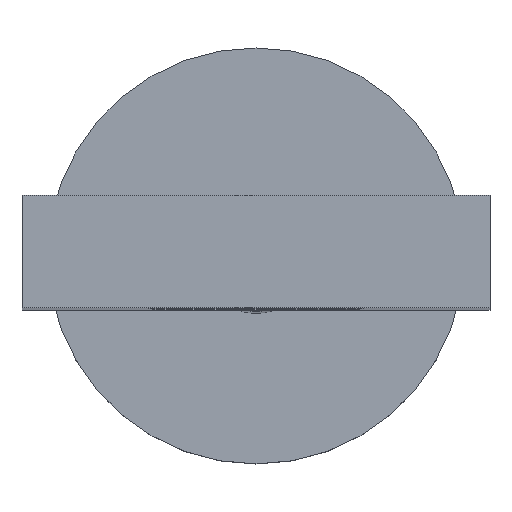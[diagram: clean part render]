
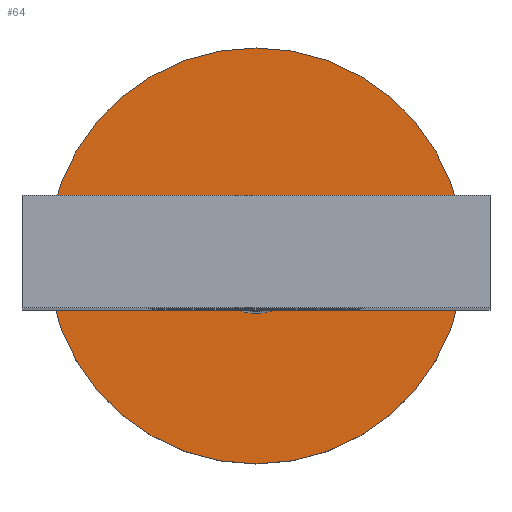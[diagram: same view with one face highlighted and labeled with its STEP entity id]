
A CAD part, top view. The second image highlights one B-rep face of the part: STEP entity #64.
In plain terms, the highlighted planar face has unit normal (0, 0, 1).
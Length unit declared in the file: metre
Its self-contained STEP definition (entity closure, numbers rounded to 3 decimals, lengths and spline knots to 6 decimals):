
#64 = ADVANCED_FACE( '', ( #132, #133 ), #134, .T. );
#132 = FACE_BOUND( '', #199, .T. );
#133 = FACE_OUTER_BOUND( '', #200, .T. );
#134 = PLANE( '', #201 );
#199 = EDGE_LOOP( '', ( #306 ) );
#200 = EDGE_LOOP( '', ( #307 ) );
#201 = AXIS2_PLACEMENT_3D( '', #308, #309, #310 );
#306 = ORIENTED_EDGE( '', *, *, #362, .F. );
#307 = ORIENTED_EDGE( '', *, *, #360, .T. );
#308 = CARTESIAN_POINT( '', ( -0.045105, 0.021198, 0.004 ) );
#309 = DIRECTION( '', ( 0., 0., 1. ) );
#310 = DIRECTION( '', ( 1., 0., 0. ) );
#360 = EDGE_CURVE( '', #420, #420, #421, .T. );
#362 = EDGE_CURVE( '', #423, #423, #424, .T. );
#420 = VERTEX_POINT( '', #496 );
#421 = CIRCLE( '', #497, 0.0145 );
#423 = VERTEX_POINT( '', #499 );
#424 = CIRCLE( '', #500, 0.004 );
#496 = CARTESIAN_POINT( '', ( -0.030605, 0.021198, 0.004 ) );
#497 = AXIS2_PLACEMENT_3D( '', #559, #560, #561 );
#499 = CARTESIAN_POINT( '', ( -0.041105, 0.021198, 0.004 ) );
#500 = AXIS2_PLACEMENT_3D( '', #562, #563, #564 );
#559 = CARTESIAN_POINT( '', ( -0.045105, 0.021198, 0.004 ) );
#560 = DIRECTION( '', ( 0., 0., 1. ) );
#561 = DIRECTION( '', ( 1., 0., 0. ) );
#562 = CARTESIAN_POINT( '', ( -0.045105, 0.021198, 0.004 ) );
#563 = DIRECTION( '', ( 0., 0., 1. ) );
#564 = DIRECTION( '', ( 1., 0., 0. ) );
